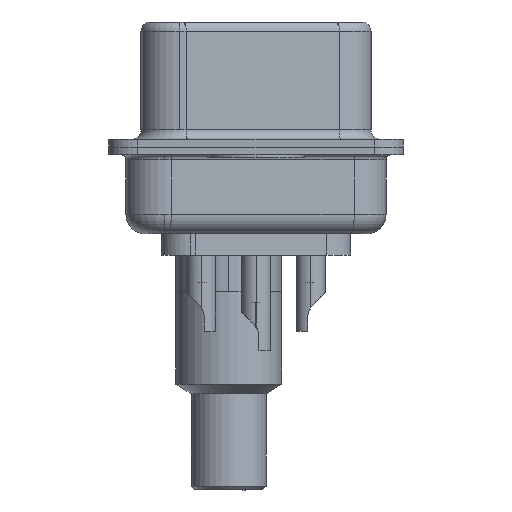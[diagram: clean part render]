
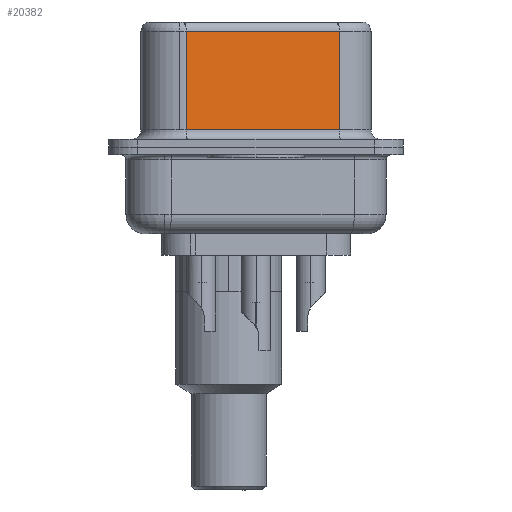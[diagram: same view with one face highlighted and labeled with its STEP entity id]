
A CAD part, left-side view. The second image highlights one B-rep face of the part: STEP entity #20382.
In plain terms, the highlighted planar face has unit normal (-0.985, -0.174, 0).
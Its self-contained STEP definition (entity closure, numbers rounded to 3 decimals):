
#3467 = EDGE_CURVE ( 'NONE', #28628, #24143, #19632, .T. ) ;
#3895 = AXIS2_PLACEMENT_3D ( 'NONE', #17198, #28879, #15064 ) ;
#4148 = FACE_OUTER_BOUND ( 'NONE', #7181, .T. ) ;
#4282 = VECTOR ( 'NONE', #25358, 1000. ) ;
#5510 = EDGE_CURVE ( 'NONE', #22187, #28628, #12635, .T. ) ;
#6069 = LINE ( 'NONE', #27338, #29817 ) ;
#6540 = VECTOR ( 'NONE', #26493, 1000. ) ;
#7181 = EDGE_LOOP ( 'NONE', ( #23134, #11983, #10195, #9129 ) ) ;
#9129 = ORIENTED_EDGE ( 'NONE', *, *, #3467, .T. ) ;
#10195 = ORIENTED_EDGE ( 'NONE', *, *, #5510, .T. ) ;
#11530 = CARTESIAN_POINT ( 'NONE',  ( 5.132, -4.322, 6.02 ) ) ;
#11983 = ORIENTED_EDGE ( 'NONE', *, *, #28004, .T. ) ;
#12635 = LINE ( 'NONE', #26923, #6540 ) ;
#14352 = DIRECTION ( 'NONE',  ( 0.174, -0.985, 0. ) ) ;
#14423 = CARTESIAN_POINT ( 'NONE',  ( 5.132, -4.322, 0.9 ) ) ;
#14965 = PLANE ( 'NONE',  #3895 ) ;
#15064 = DIRECTION ( 'NONE',  ( -0.174, 0.985, 0. ) ) ;
#16556 = VERTEX_POINT ( 'NONE', #27457 ) ;
#17198 = CARTESIAN_POINT ( 'NONE',  ( 5.132, -4.322, 6.52 ) ) ;
#18154 = DIRECTION ( 'NONE',  ( 0., 0., -1. ) ) ;
#18968 = EDGE_CURVE ( 'NONE', #16556, #24143, #6069, .T. ) ;
#19632 = LINE ( 'NONE', #14423, #25778 ) ;
#20382 = ADVANCED_FACE ( 'NONE', ( #4148 ), #14965, .F. ) ;
#20643 = CARTESIAN_POINT ( 'NONE',  ( 3.73, 3.628, 6.02 ) ) ;
#22187 = VERTEX_POINT ( 'NONE', #20643 ) ;
#23134 = ORIENTED_EDGE ( 'NONE', *, *, #18968, .F. ) ;
#24143 = VERTEX_POINT ( 'NONE', #25975 ) ;
#25358 = DIRECTION ( 'NONE',  ( -0.174, 0.985, 0. ) ) ;
#25778 = VECTOR ( 'NONE', #14352, 1000. ) ;
#25975 = CARTESIAN_POINT ( 'NONE',  ( 5.132, -4.322, 0.9 ) ) ;
#26493 = DIRECTION ( 'NONE',  ( 0., 0., -1. ) ) ;
#26923 = CARTESIAN_POINT ( 'NONE',  ( 3.73, 3.628, 6.52 ) ) ;
#27338 = CARTESIAN_POINT ( 'NONE',  ( 5.132, -4.322, 6.52 ) ) ;
#27457 = CARTESIAN_POINT ( 'NONE',  ( 5.132, -4.322, 6.02 ) ) ;
#27811 = CARTESIAN_POINT ( 'NONE',  ( 3.73, 3.628, 0.9 ) ) ;
#28004 = EDGE_CURVE ( 'NONE', #16556, #22187, #28816, .T. ) ;
#28628 = VERTEX_POINT ( 'NONE', #27811 ) ;
#28816 = LINE ( 'NONE', #11530, #4282 ) ;
#28879 = DIRECTION ( 'NONE',  ( 0.985, 0.174, 0. ) ) ;
#29817 = VECTOR ( 'NONE', #18154, 1000. ) ;
